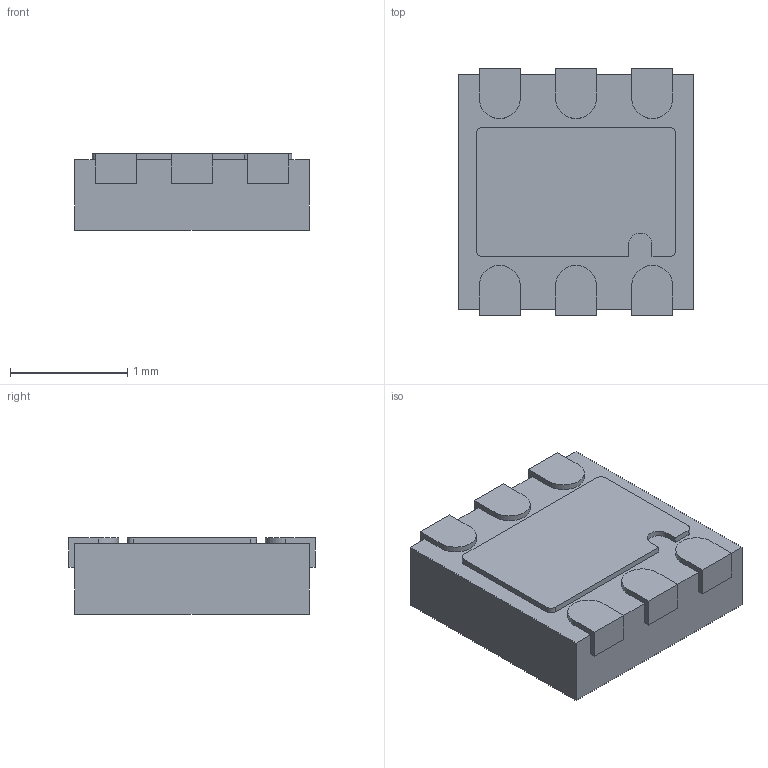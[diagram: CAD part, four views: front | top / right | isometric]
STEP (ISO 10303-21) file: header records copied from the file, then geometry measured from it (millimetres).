
FILE_DESCRIPTION (( 'STEP AP214' ), '1' );
FILE_NAME ('User Library-LFCSP_UD6.STEP', '2017-12-07T10:36:51', ( 'Windows User' ), ( '' ), 'SwSTEP 2.0', 'SolidWorks 2017', '' );
FILE_SCHEMA (( 'AUTOMOTIVE_DESIGN' ));
Length unit declared in the file: millimetre
Products named in the file (1): User Library-LFCSP_UD6
Bounding box: 2 x 2.1 x 0.65 mm (x, y, z)
Volume: 2.6 mm3; surface area: 13.8 mm2
Topology: 1 solids, 1 shells, 55 faces, 156 edges, 104 vertices
Faces by surface type: plane 44, cylinder 11
Entity records: 2411 total; most frequent: CARTESIAN_POINT 316, ORIENTED_EDGE 312, DIRECTION 290, EDGE_CURVE 156, LINE 134, VECTOR 134, VERTEX_POINT 104, AXIS2_PLACEMENT_3D 78
